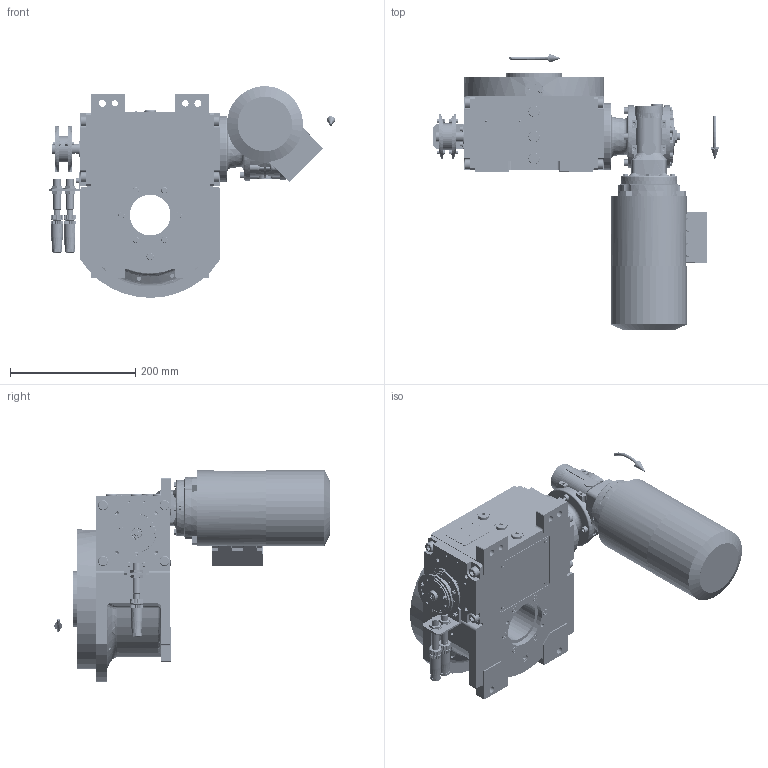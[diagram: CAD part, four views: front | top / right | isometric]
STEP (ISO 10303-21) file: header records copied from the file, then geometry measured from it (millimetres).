
FILE_DESCRIPTION (( 'STEP AP203' ), '1' );
FILE_NAME ('PC5201746.step', '2025-12-11T12:19:36', ( '' ), ( '' ), 'SwSTEP 2.0', 'SolidWorks 2020', '' );
FILE_SCHEMA (( 'CONFIG_CONTROL_DESIGN' ));
Length unit declared in the file: millimetre
Products named in the file (91): cfn2104_01_016; PC5201746; 900_00_00_005; cfn2107_01_001; AS_rig06_17_s_007; cfn2000_01_103; rig06_005_n_01; rig06_017_s_007; AS_rig06_004_s_001; rig06_004; olio_agip_blasia_150; rig06_001_a_s_003; cfn2002_01_008; AS_rig06_002_bl_003; freccia_angolare_albero; cfn2276_01_074; cfn2115_02_165; cfn2401_02_005; cfn2128_04_004; 9004_2512; cfn2151_01_109; cfn2000_01_124; cfn2115_02_182; cfn2055_01_002; AS_rig06_004; 900_38_10_028; cfn2155_01_056; AS_900_38_10_028; CFN2000_01_185.stp; CFN2223_01-570X6-B.stp; cfn2205_01_013; cfn2151_01_170; CFN2104_02_017.stp; rig06_016; rig06_007_master; cfn2128_19_002; rig06_003_10_s_003; cfn2003_01_054; 900_38_30_003; cfn2155_01_200 ...
Assembly tree (89 placements, depth 5):
  PC5201746
    rig06_001_a_s_003
    AS_cfn2476_01_002_60x46
      cfn2476_01_002_60x46
      cfn2107_01_001
      cfn2107_01_001
    AS_rig06_071_10_m_n_02
      rig06_071_10_m_n_02_asm.stp
        RIG06_005_ASM.stp
          RIG06_021_AF0.stp
          CFN2000_01_185.stp
          CFN2000_01_185.stp
          CFN2104_02_017.stp
        CFN2010_02_002.stp
      rig06_003_10_s_003
      rig06_005_n_01
      cfn2155_01_303
      cfn2104_01_016  x2
      cfn2000_01_124  x6
      cfn2000_01_124
      cfn2000_01_124
      cfn2000_01_124
      cfn2000_01_124
    AS_rig06_17_s_007
      rig06_017_s_007
      cfn2155_01_200
      cfn2002_01_008
      cfn2002_01_008
      cfn2002_01_008
      cfn2002_01_008
      cfn2002_01_008
      cfn2002_01_008
      cfn2151_01_170
    AS_rig06_004
      rig06_004
      cfn2070_05_005
      cfn2000_01_103
      cfn2000_01_103
      cfn2000_01_103
      cfn2000_01_103
      cfn2155_01_056
    AS_rig06_004_s_001
      rig06_004_s_001
      cfn2070_05_005
      cfn2000_01_103
      cfn2000_01_103
      cfn2000_01_103
      cfn2000_01_103
      cfn2155_01_056
    AS_rig06_002_bl_003
      rig06_002_bl_003
      cfn2115_02_182
    9004_2512
    cfn2128_04_004
    cfn2128_04_004
    cfn2128_04_004
    cfn2128_19_002
    AS_rig06_016
      rig06_016
      cfn2003_01_054
Bounding box: 455.5 x 439.49 x 337.49 mm (x, y, z)
Volume: 5762186.5 mm3; surface area: 1098025.1 mm2
Topology: 78 solids, 78 shells, 5903 faces, 15076 edges, 9588 vertices
Faces by surface type: plane 2715, cylinder 2056, cone 938, torus 161, bspline 27, sphere 6
Entity records: 164859 total; most frequent: CARTESIAN_POINT 40625, DIRECTION 24211, ORIENTED_EDGE 23776, EDGE_CURVE 11888, AXIS2_PLACEMENT_3D 8918, VERTEX_POINT 7642, LINE 6375, VECTOR 6375
